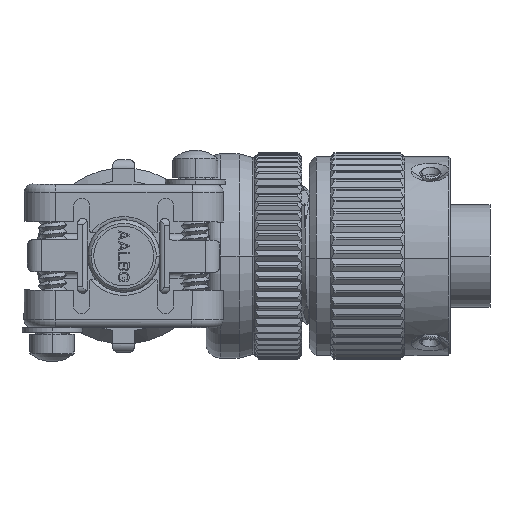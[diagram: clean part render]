
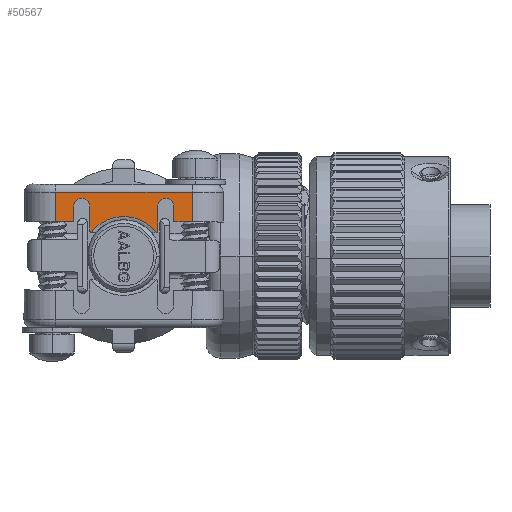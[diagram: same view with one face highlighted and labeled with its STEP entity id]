
A CAD part, front view. The second image highlights one B-rep face of the part: STEP entity #50567.
In plain terms, the highlighted planar face has unit normal (0, -1, 0).
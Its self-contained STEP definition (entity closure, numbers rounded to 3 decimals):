
#15754=CARTESIAN_POINT('',(0.004,-33.41,-0.21));
#15755=DIRECTION('',(0.,1.,0.));
#15756=DIRECTION('',(-0.788,0.,0.615));
#15757=AXIS2_PLACEMENT_3D('',#15754,#15755,#15756);
#15759=CARTESIAN_POINT('',(-3.578,-33.41,2.749));
#15760=DIRECTION('',(0.,1.,0.));
#15761=DIRECTION('',(-0.14,0.,-0.99));
#15762=AXIS2_PLACEMENT_3D('',#15759,#15760,#15761);
#15764=DIRECTION('',(0.003,0.,1.));
#15765=VECTOR('',#15764,2.73);
#15766=CARTESIAN_POINT('',(-3.728,-33.41,2.75));
#15767=LINE('3042',#15766,#15765);
#15768=CARTESIAN_POINT('',(-4.62,-33.41,5.482));
#15769=DIRECTION('',(0.,-1.,0.));
#15770=DIRECTION('',(1.,0.,-0.003));
#15771=AXIS2_PLACEMENT_3D('',#15768,#15769,#15770);
#15773=DIRECTION('',(-0.003,0.,-1.));
#15774=VECTOR('',#15773,1.69);
#15775=CARTESIAN_POINT('',(-5.52,-33.41,5.485));
#15776=LINE('3044',#15775,#15774);
#15777=DIRECTION('',(-1.,0.,0.003));
#15778=VECTOR('',#15777,2.02);
#15779=CARTESIAN_POINT('',(-5.525,-33.41,3.795));
#15780=LINE('3064',#15779,#15778);
#15781=DIRECTION('',(-0.003,0.,-1.));
#15782=VECTOR('',#15781,3.25);
#15783=CARTESIAN_POINT('',(-7.536,-33.41,7.05));
#15784=LINE('3086',#15783,#15782);
#15785=DIRECTION('',(1.,0.,-0.003));
#15786=VECTOR('',#15785,15.11);
#15787=CARTESIAN_POINT('',(-7.536,-33.41,7.05));
#15788=LINE('3076',#15787,#15786);
#15789=DIRECTION('',(-0.003,0.,-1.));
#15790=VECTOR('',#15789,3.25);
#15791=CARTESIAN_POINT('',(7.574,-33.41,7.01));
#15792=LINE('3085',#15791,#15790);
#15793=DIRECTION('',(-1.,0.,0.003));
#15794=VECTOR('',#15793,2.02);
#15795=CARTESIAN_POINT('',(7.565,-33.41,3.76));
#15796=LINE('3063',#15795,#15794);
#15797=DIRECTION('',(0.003,0.,1.));
#15798=VECTOR('',#15797,1.69);
#15799=CARTESIAN_POINT('',(5.545,-33.41,3.765));
#15800=LINE('3039',#15799,#15798);
#15801=CARTESIAN_POINT('',(4.649,-33.41,5.458));
#15802=DIRECTION('',(0.,-1.,0.));
#15803=DIRECTION('',(1.,0.,-0.003));
#15804=AXIS2_PLACEMENT_3D('',#15801,#15802,#15803);
#15806=DIRECTION('',(-0.003,0.,-1.));
#15807=VECTOR('',#15806,2.73);
#15808=CARTESIAN_POINT('',(3.749,-33.41,5.46));
#15809=LINE('3041',#15808,#15807);
#15810=CARTESIAN_POINT('',(3.592,-33.41,2.73));
#15811=DIRECTION('',(0.,1.,0.));
#15812=DIRECTION('',(1.,0.,-0.003));
#15813=AXIS2_PLACEMENT_3D('',#15810,#15811,#15812);
#33822=CARTESIAN_POINT('',(5.545,-33.41,3.765));
#33823=CARTESIAN_POINT('',(5.549,-33.41,5.455));
#33824=VERTEX_POINT('',#33822);
#33825=VERTEX_POINT('',#33823);
#33826=CARTESIAN_POINT('',(3.749,-33.41,5.46));
#33827=VERTEX_POINT('',#33826);
#33828=CARTESIAN_POINT('',(3.742,-33.41,2.73));
#33829=VERTEX_POINT('',#33828);
#33830=CARTESIAN_POINT('',(-3.728,-33.41,2.75));
#33831=CARTESIAN_POINT('',(-3.72,-33.41,5.48));
#33832=VERTEX_POINT('',#33830);
#33833=VERTEX_POINT('',#33831);
#33834=CARTESIAN_POINT('',(-5.52,-33.41,5.485));
#33835=VERTEX_POINT('',#33834);
#33836=CARTESIAN_POINT('',(-5.525,-33.41,3.795));
#33837=VERTEX_POINT('',#33836);
#33855=CARTESIAN_POINT('',(7.565,-33.41,3.76));
#33857=VERTEX_POINT('',#33855);
#33866=CARTESIAN_POINT('',(-7.545,-33.41,3.8));
#33868=VERTEX_POINT('',#33866);
#33878=CARTESIAN_POINT('',(7.574,-33.41,7.01));
#33880=VERTEX_POINT('',#33878);
#33882=CARTESIAN_POINT('',(-7.536,-33.41,7.05));
#33883=VERTEX_POINT('',#33882);
#33910=CARTESIAN_POINT('',(-3.599,-33.41,2.601));
#33911=CARTESIAN_POINT('',(3.621,-33.41,2.583));
#33912=VERTEX_POINT('',#33910);
#33913=VERTEX_POINT('',#33911);
#50538=CARTESIAN_POINT('',(0.026,-33.41,7.92));
#50539=DIRECTION('',(0.,1.,0.));
#50540=DIRECTION('',(1.,0.,-0.003));
#50541=AXIS2_PLACEMENT_3D('',#50538,#50539,#50540);
#50542=PLANE('626',#50541);
#50543=ORIENTED_EDGE('3102',*,*,#50523,.F.);
#50544=ORIENTED_EDGE('3109',*,*,#50503,.T.);
#50546=ORIENTED_EDGE('3042',*,*,#50545,.T.);
#50548=ORIENTED_EDGE('3043',*,*,#50547,.T.);
#50550=ORIENTED_EDGE('3044',*,*,#50549,.T.);
#50551=ORIENTED_EDGE('3064',*,*,#44172,.T.);
#50553=ORIENTED_EDGE('3086',*,*,#50552,.F.);
#50554=ORIENTED_EDGE('3076',*,*,#44386,.T.);
#50555=ORIENTED_EDGE('3085',*,*,#50299,.T.);
#50556=ORIENTED_EDGE('3063',*,*,#50274,.T.);
#50558=ORIENTED_EDGE('3039',*,*,#50557,.T.);
#50560=ORIENTED_EDGE('3040',*,*,#50559,.T.);
#50562=ORIENTED_EDGE('3041',*,*,#50561,.T.);
#50564=ORIENTED_EDGE('3108',*,*,#50563,.T.);
#50565=EDGE_LOOP('626',(#50543,#50544,#50546,#50548,#50550,#50551,#50553,#50554,
#50555,#50556,#50558,#50560,#50562,#50564));
#50566=FACE_OUTER_BOUND('626',#50565,.F.);
#15758=CIRCLE('3102',#15757,4.57);
#15763=CIRCLE('3109',#15762,0.15);
#15772=CIRCLE('3043',#15771,0.9);
#15805=CIRCLE('3040',#15804,0.9);
#15814=CIRCLE('3108',#15813,0.15);
#44172=EDGE_CURVE('3064',#33837,#33868,#15780,.T.);
#44386=EDGE_CURVE('3076',#33883,#33880,#15788,.T.);
#50274=EDGE_CURVE('3063',#33857,#33824,#15796,.T.);
#50299=EDGE_CURVE('3085',#33880,#33857,#15792,.T.);
#50503=EDGE_CURVE('3109',#33912,#33832,#15763,.T.);
#50523=EDGE_CURVE('3102',#33912,#33913,#15758,.T.);
#50545=EDGE_CURVE('3042',#33832,#33833,#15767,.T.);
#50547=EDGE_CURVE('3043',#33833,#33835,#15772,.T.);
#50549=EDGE_CURVE('3044',#33835,#33837,#15776,.T.);
#50552=EDGE_CURVE('3086',#33883,#33868,#15784,.T.);
#50557=EDGE_CURVE('3039',#33824,#33825,#15800,.T.);
#50559=EDGE_CURVE('3040',#33825,#33827,#15805,.T.);
#50561=EDGE_CURVE('3041',#33827,#33829,#15809,.T.);
#50563=EDGE_CURVE('3108',#33829,#33913,#15814,.T.);
#50567=ADVANCED_FACE('626',(#50566),#50542,.F.);
